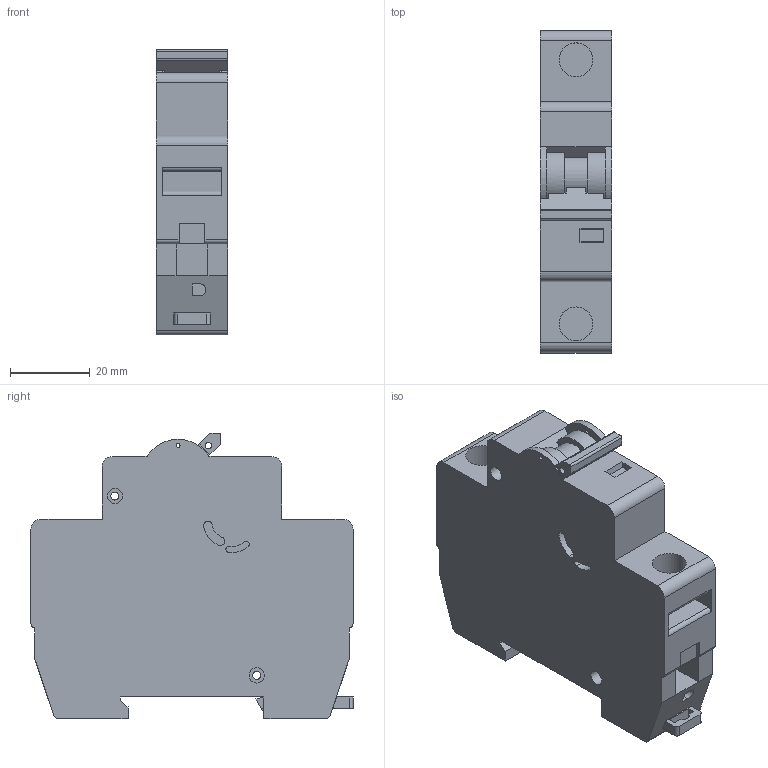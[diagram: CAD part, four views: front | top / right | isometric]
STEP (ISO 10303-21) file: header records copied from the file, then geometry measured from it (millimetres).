
FILE_DESCRIPTION (( 'STEP AP214' ), '1' );
FILE_NAME ('01.01.03.01 ÂÀ47-60 õ-êà Ñ.STEP', '2017-03-09T13:41:43', ( '' ), ( '' ), 'SwSTEP 2.0', 'SolidWorks 2014', '' );
FILE_SCHEMA (( 'AUTOMOTIVE_DESIGN' ));
Length unit declared in the file: millimetre
Products named in the file (1): 01.01.03.01 ÂÀ47-60 õ-êà Ñ
Bounding box: 18 x 80.6 x 71.57 mm (x, y, z)
Volume: 75360.9 mm3; surface area: 17713.1 mm2
Topology: 1 solids, 1 shells, 183 faces, 475 edges, 311 vertices
Faces by surface type: plane 126, cylinder 57
Full cylindrical faces by diameter (mm): 1 x2, 1.6 x2, 2 x2, 3.8 x4, 8.5 x2
Entity records: 7537 total; most frequent: CARTESIAN_POINT 972, DIRECTION 928, ORIENTED_EDGE 916, EDGE_CURVE 458, LINE 340, VECTOR 340, VERTEX_POINT 306, AXIS2_PLACEMENT_3D 294
